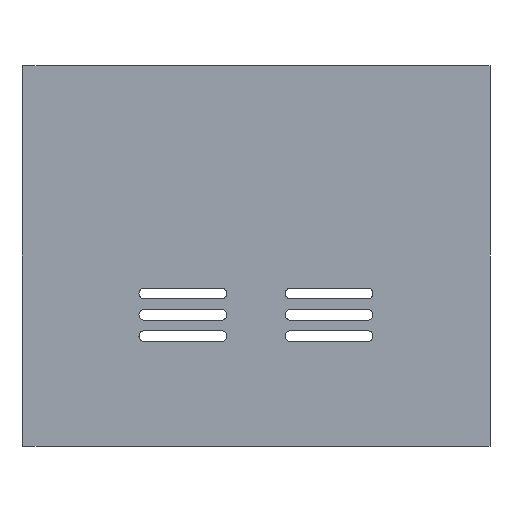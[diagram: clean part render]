
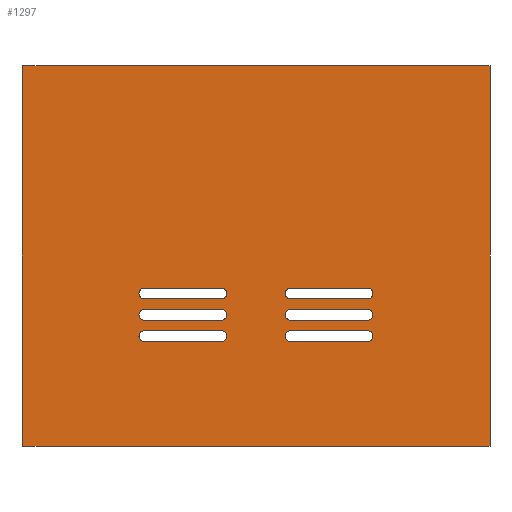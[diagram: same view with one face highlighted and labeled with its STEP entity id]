
A CAD part, front view. The second image highlights one B-rep face of the part: STEP entity #1297.
In plain terms, the highlighted planar face has unit normal (0, -1, 0).
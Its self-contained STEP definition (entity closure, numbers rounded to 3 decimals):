
#57=FACE_BOUND('',#248,.T.);
#58=FACE_BOUND('',#249,.T.);
#59=FACE_BOUND('',#250,.T.);
#60=FACE_BOUND('',#251,.T.);
#61=FACE_BOUND('',#252,.T.);
#62=FACE_BOUND('',#253,.T.);
#91=CIRCLE('',#1379,2.);
#92=CIRCLE('',#1382,2.);
#93=CIRCLE('',#1385,2.);
#94=CIRCLE('',#1388,2.);
#95=CIRCLE('',#1391,2.);
#96=CIRCLE('',#1394,2.);
#97=CIRCLE('',#1397,2.);
#98=CIRCLE('',#1400,2.);
#99=CIRCLE('',#1403,2.);
#100=CIRCLE('',#1406,2.);
#101=CIRCLE('',#1409,2.);
#102=CIRCLE('',#1412,2.);
#163=FACE_OUTER_BOUND('',#247,.T.);
#247=EDGE_LOOP('',(#1155,#1156,#1157,#1158));
#248=EDGE_LOOP('',(#1159,#1160,#1161,#1162));
#249=EDGE_LOOP('',(#1163,#1164,#1165,#1166));
#250=EDGE_LOOP('',(#1167,#1168,#1169,#1170));
#251=EDGE_LOOP('',(#1171,#1172,#1173,#1174));
#252=EDGE_LOOP('',(#1175,#1176,#1177,#1178));
#253=EDGE_LOOP('',(#1179,#1180,#1181,#1182));
#266=LINE('',#1786,#406);
#350=LINE('',#2010,#490);
#356=LINE('',#2023,#496);
#359=LINE('',#2029,#499);
#362=LINE('',#2037,#502);
#365=LINE('',#2045,#505);
#368=LINE('',#2053,#508);
#371=LINE('',#2061,#511);
#374=LINE('',#2069,#514);
#377=LINE('',#2077,#517);
#380=LINE('',#2085,#520);
#383=LINE('',#2093,#523);
#386=LINE('',#2101,#526);
#389=LINE('',#2109,#529);
#392=LINE('',#2117,#532);
#394=LINE('',#2122,#534);
#406=VECTOR('',#1430,10.);
#490=VECTOR('',#1632,10.);
#496=VECTOR('',#1646,10.);
#499=VECTOR('',#1651,10.);
#502=VECTOR('',#1660,10.);
#505=VECTOR('',#1669,10.);
#508=VECTOR('',#1678,10.);
#511=VECTOR('',#1687,10.);
#514=VECTOR('',#1696,10.);
#517=VECTOR('',#1705,10.);
#520=VECTOR('',#1714,10.);
#523=VECTOR('',#1723,10.);
#526=VECTOR('',#1732,10.);
#529=VECTOR('',#1741,10.);
#532=VECTOR('',#1750,10.);
#534=VECTOR('',#1758,10.);
#536=VERTEX_POINT('',#1764);
#546=VERTEX_POINT('',#1784);
#627=VERTEX_POINT('',#2008);
#630=VERTEX_POINT('',#2022);
#631=VERTEX_POINT('',#2026);
#632=VERTEX_POINT('',#2028);
#633=VERTEX_POINT('',#2032);
#634=VERTEX_POINT('',#2036);
#635=VERTEX_POINT('',#2042);
#636=VERTEX_POINT('',#2044);
#637=VERTEX_POINT('',#2048);
#638=VERTEX_POINT('',#2052);
#639=VERTEX_POINT('',#2058);
#640=VERTEX_POINT('',#2060);
#641=VERTEX_POINT('',#2064);
#642=VERTEX_POINT('',#2068);
#643=VERTEX_POINT('',#2074);
#644=VERTEX_POINT('',#2076);
#645=VERTEX_POINT('',#2080);
#646=VERTEX_POINT('',#2084);
#647=VERTEX_POINT('',#2090);
#648=VERTEX_POINT('',#2092);
#649=VERTEX_POINT('',#2096);
#650=VERTEX_POINT('',#2100);
#651=VERTEX_POINT('',#2106);
#652=VERTEX_POINT('',#2108);
#653=VERTEX_POINT('',#2112);
#654=VERTEX_POINT('',#2116);
#666=EDGE_CURVE('',#536,#546,#266,.T.);
#778=EDGE_CURVE('',#627,#546,#350,.T.);
#784=EDGE_CURVE('',#630,#536,#356,.T.);
#787=EDGE_CURVE('',#632,#631,#359,.T.);
#789=EDGE_CURVE('',#633,#632,#91,.T.);
#791=EDGE_CURVE('',#634,#633,#362,.T.);
#793=EDGE_CURVE('',#631,#634,#92,.T.);
#795=EDGE_CURVE('',#636,#635,#365,.T.);
#797=EDGE_CURVE('',#637,#636,#93,.T.);
#799=EDGE_CURVE('',#638,#637,#368,.T.);
#801=EDGE_CURVE('',#635,#638,#94,.T.);
#803=EDGE_CURVE('',#640,#639,#371,.T.);
#805=EDGE_CURVE('',#641,#640,#95,.T.);
#807=EDGE_CURVE('',#642,#641,#374,.T.);
#809=EDGE_CURVE('',#639,#642,#96,.T.);
#811=EDGE_CURVE('',#644,#643,#377,.T.);
#813=EDGE_CURVE('',#645,#644,#97,.T.);
#815=EDGE_CURVE('',#646,#645,#380,.T.);
#817=EDGE_CURVE('',#643,#646,#98,.T.);
#819=EDGE_CURVE('',#648,#647,#383,.T.);
#821=EDGE_CURVE('',#649,#648,#99,.T.);
#823=EDGE_CURVE('',#650,#649,#386,.T.);
#825=EDGE_CURVE('',#647,#650,#100,.T.);
#827=EDGE_CURVE('',#652,#651,#389,.T.);
#829=EDGE_CURVE('',#653,#652,#101,.T.);
#831=EDGE_CURVE('',#654,#653,#392,.T.);
#833=EDGE_CURVE('',#651,#654,#102,.T.);
#834=EDGE_CURVE('',#627,#630,#394,.T.);
#1155=ORIENTED_EDGE('',*,*,#666,.T.);
#1156=ORIENTED_EDGE('',*,*,#778,.F.);
#1157=ORIENTED_EDGE('',*,*,#834,.T.);
#1158=ORIENTED_EDGE('',*,*,#784,.T.);
#1159=ORIENTED_EDGE('',*,*,#791,.T.);
#1160=ORIENTED_EDGE('',*,*,#789,.T.);
#1161=ORIENTED_EDGE('',*,*,#787,.T.);
#1162=ORIENTED_EDGE('',*,*,#793,.T.);
#1163=ORIENTED_EDGE('',*,*,#799,.T.);
#1164=ORIENTED_EDGE('',*,*,#797,.T.);
#1165=ORIENTED_EDGE('',*,*,#795,.T.);
#1166=ORIENTED_EDGE('',*,*,#801,.T.);
#1167=ORIENTED_EDGE('',*,*,#807,.T.);
#1168=ORIENTED_EDGE('',*,*,#805,.T.);
#1169=ORIENTED_EDGE('',*,*,#803,.T.);
#1170=ORIENTED_EDGE('',*,*,#809,.T.);
#1171=ORIENTED_EDGE('',*,*,#815,.T.);
#1172=ORIENTED_EDGE('',*,*,#813,.T.);
#1173=ORIENTED_EDGE('',*,*,#811,.T.);
#1174=ORIENTED_EDGE('',*,*,#817,.T.);
#1175=ORIENTED_EDGE('',*,*,#823,.T.);
#1176=ORIENTED_EDGE('',*,*,#821,.T.);
#1177=ORIENTED_EDGE('',*,*,#819,.T.);
#1178=ORIENTED_EDGE('',*,*,#825,.T.);
#1179=ORIENTED_EDGE('',*,*,#831,.T.);
#1180=ORIENTED_EDGE('',*,*,#829,.T.);
#1181=ORIENTED_EDGE('',*,*,#827,.T.);
#1182=ORIENTED_EDGE('',*,*,#833,.T.);
#1235=PLANE('',#1413);
#1297=ADVANCED_FACE('',(#163,#57,#58,#59,#60,#61,#62),#1235,.T.);
#1379=AXIS2_PLACEMENT_3D('',#2033,#1655,#1656);
#1382=AXIS2_PLACEMENT_3D('',#2040,#1664,#1665);
#1385=AXIS2_PLACEMENT_3D('',#2049,#1673,#1674);
#1388=AXIS2_PLACEMENT_3D('',#2056,#1682,#1683);
#1391=AXIS2_PLACEMENT_3D('',#2065,#1691,#1692);
#1394=AXIS2_PLACEMENT_3D('',#2072,#1700,#1701);
#1397=AXIS2_PLACEMENT_3D('',#2081,#1709,#1710);
#1400=AXIS2_PLACEMENT_3D('',#2088,#1718,#1719);
#1403=AXIS2_PLACEMENT_3D('',#2097,#1727,#1728);
#1406=AXIS2_PLACEMENT_3D('',#2104,#1736,#1737);
#1409=AXIS2_PLACEMENT_3D('',#2113,#1745,#1746);
#1412=AXIS2_PLACEMENT_3D('',#2120,#1754,#1755);
#1413=AXIS2_PLACEMENT_3D('',#2121,#1756,#1757);
#1430=DIRECTION('',(-1.,0.,0.));
#1632=DIRECTION('',(0.,0.,1.));
#1646=DIRECTION('',(0.,0.,1.));
#1651=DIRECTION('',(1.,0.,0.));
#1655=DIRECTION('center_axis',(0.,1.,0.));
#1656=DIRECTION('ref_axis',(0.,0.,1.));
#1660=DIRECTION('',(-1.,0.,0.));
#1664=DIRECTION('center_axis',(0.,1.,0.));
#1665=DIRECTION('ref_axis',(0.,0.,-1.));
#1669=DIRECTION('',(1.,0.,0.));
#1673=DIRECTION('center_axis',(0.,1.,0.));
#1674=DIRECTION('ref_axis',(0.,0.,1.));
#1678=DIRECTION('',(-1.,0.,0.));
#1682=DIRECTION('center_axis',(0.,1.,0.));
#1683=DIRECTION('ref_axis',(0.,0.,-1.));
#1687=DIRECTION('',(1.,0.,0.));
#1691=DIRECTION('center_axis',(0.,1.,0.));
#1692=DIRECTION('ref_axis',(0.,0.,1.));
#1696=DIRECTION('',(-1.,0.,0.));
#1700=DIRECTION('center_axis',(0.,1.,0.));
#1701=DIRECTION('ref_axis',(0.,0.,-1.));
#1705=DIRECTION('',(1.,0.,0.));
#1709=DIRECTION('center_axis',(0.,1.,0.));
#1710=DIRECTION('ref_axis',(0.,0.,1.));
#1714=DIRECTION('',(-1.,0.,0.));
#1718=DIRECTION('center_axis',(0.,1.,0.));
#1719=DIRECTION('ref_axis',(0.,0.,-1.));
#1723=DIRECTION('',(1.,0.,0.));
#1727=DIRECTION('center_axis',(0.,1.,0.));
#1728=DIRECTION('ref_axis',(0.,0.,1.));
#1732=DIRECTION('',(-1.,0.,0.));
#1736=DIRECTION('center_axis',(0.,1.,0.));
#1737=DIRECTION('ref_axis',(0.,0.,-1.));
#1741=DIRECTION('',(1.,0.,0.));
#1745=DIRECTION('center_axis',(0.,1.,0.));
#1746=DIRECTION('ref_axis',(0.,0.,1.));
#1750=DIRECTION('',(-1.,0.,0.));
#1754=DIRECTION('center_axis',(0.,1.,0.));
#1755=DIRECTION('ref_axis',(0.,0.,-1.));
#1756=DIRECTION('center_axis',(0.,-1.,0.));
#1757=DIRECTION('ref_axis',(1.,0.,0.));
#1758=DIRECTION('',(1.,0.,0.));
#1764=CARTESIAN_POINT('',(88.,-2.8,143.));
#1784=CARTESIAN_POINT('',(-88.,-2.8,143.));
#1786=CARTESIAN_POINT('',(-44.,-2.8,143.));
#2008=CARTESIAN_POINT('',(-88.,-2.8,0.));
#2010=CARTESIAN_POINT('',(-88.,-2.8,0.));
#2022=CARTESIAN_POINT('',(88.,-2.8,0.));
#2023=CARTESIAN_POINT('',(88.,-2.8,0.));
#2026=CARTESIAN_POINT('',(-13.,-2.8,51.4));
#2028=CARTESIAN_POINT('',(-42.,-2.8,51.4));
#2029=CARTESIAN_POINT('',(-65.,-2.8,51.4));
#2032=CARTESIAN_POINT('',(-42.,-2.8,47.4));
#2033=CARTESIAN_POINT('Origin',(-42.,-2.8,49.4));
#2036=CARTESIAN_POINT('',(-13.,-2.8,47.4));
#2037=CARTESIAN_POINT('',(-50.5,-2.8,47.4));
#2040=CARTESIAN_POINT('Origin',(-13.,-2.8,49.4));
#2042=CARTESIAN_POINT('',(42.,-2.8,59.4));
#2044=CARTESIAN_POINT('',(13.,-2.8,59.4));
#2045=CARTESIAN_POINT('',(-37.5,-2.8,59.4));
#2048=CARTESIAN_POINT('',(13.,-2.8,55.4));
#2049=CARTESIAN_POINT('Origin',(13.,-2.8,57.4));
#2052=CARTESIAN_POINT('',(42.,-2.8,55.4));
#2053=CARTESIAN_POINT('',(-23.,-2.8,55.4));
#2056=CARTESIAN_POINT('Origin',(42.,-2.8,57.4));
#2058=CARTESIAN_POINT('',(42.,-2.8,43.4));
#2060=CARTESIAN_POINT('',(13.,-2.8,43.4));
#2061=CARTESIAN_POINT('',(-37.5,-2.8,43.4));
#2064=CARTESIAN_POINT('',(13.,-2.8,39.4));
#2065=CARTESIAN_POINT('Origin',(13.,-2.8,41.4));
#2068=CARTESIAN_POINT('',(42.,-2.8,39.4));
#2069=CARTESIAN_POINT('',(-23.,-2.8,39.4));
#2072=CARTESIAN_POINT('Origin',(42.,-2.8,41.4));
#2074=CARTESIAN_POINT('',(42.,-2.8,51.4));
#2076=CARTESIAN_POINT('',(13.,-2.8,51.4));
#2077=CARTESIAN_POINT('',(-37.5,-2.8,51.4));
#2080=CARTESIAN_POINT('',(13.,-2.8,47.4));
#2081=CARTESIAN_POINT('Origin',(13.,-2.8,49.4));
#2084=CARTESIAN_POINT('',(42.,-2.8,47.4));
#2085=CARTESIAN_POINT('',(-23.,-2.8,47.4));
#2088=CARTESIAN_POINT('Origin',(42.,-2.8,49.4));
#2090=CARTESIAN_POINT('',(-13.,-2.8,59.4));
#2092=CARTESIAN_POINT('',(-42.,-2.8,59.4));
#2093=CARTESIAN_POINT('',(-65.,-2.8,59.4));
#2096=CARTESIAN_POINT('',(-42.,-2.8,55.4));
#2097=CARTESIAN_POINT('Origin',(-42.,-2.8,57.4));
#2100=CARTESIAN_POINT('',(-13.,-2.8,55.4));
#2101=CARTESIAN_POINT('',(-50.5,-2.8,55.4));
#2104=CARTESIAN_POINT('Origin',(-13.,-2.8,57.4));
#2106=CARTESIAN_POINT('',(-13.,-2.8,43.4));
#2108=CARTESIAN_POINT('',(-42.,-2.8,43.4));
#2109=CARTESIAN_POINT('',(-65.,-2.8,43.4));
#2112=CARTESIAN_POINT('',(-42.,-2.8,39.4));
#2113=CARTESIAN_POINT('Origin',(-42.,-2.8,41.4));
#2116=CARTESIAN_POINT('',(-13.,-2.8,39.4));
#2117=CARTESIAN_POINT('',(-50.5,-2.8,39.4));
#2120=CARTESIAN_POINT('Origin',(-13.,-2.8,41.4));
#2121=CARTESIAN_POINT('Origin',(-88.,-2.8,0.));
#2122=CARTESIAN_POINT('',(-88.,-2.8,0.));
